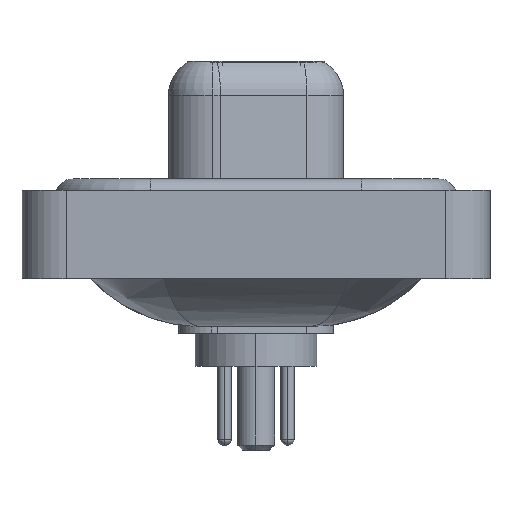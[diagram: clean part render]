
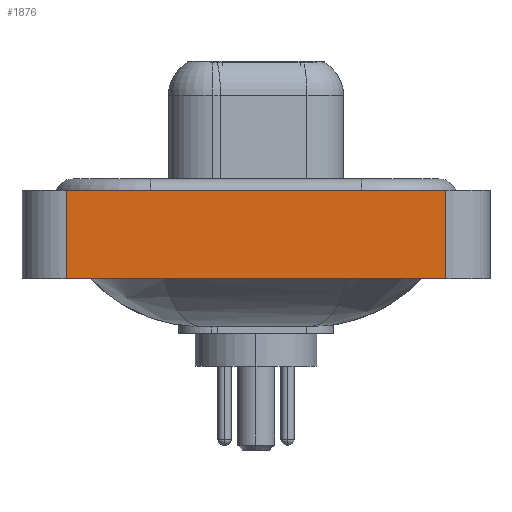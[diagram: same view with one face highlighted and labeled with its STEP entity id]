
A CAD part, left-side view. The second image highlights one B-rep face of the part: STEP entity #1876.
In plain terms, the highlighted planar face has unit normal (-1, 0, 0).
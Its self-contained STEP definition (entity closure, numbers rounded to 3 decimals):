
#170 = EDGE_LOOP ( 'NONE', ( #9520, #18761, #10991, #1275 ) ) ;
#198 = CARTESIAN_POINT ( 'NONE',  ( -7.3, -8.55, 0.4 ) ) ;
#966 = CARTESIAN_POINT ( 'NONE',  ( -7.3, -8.55, 0.4 ) ) ;
#1275 = ORIENTED_EDGE ( 'NONE', *, *, #13157, .T. ) ;
#1876 = ADVANCED_FACE ( 'NONE', ( #7585 ), #20260, .T. ) ;
#2014 = VERTEX_POINT ( 'NONE', #198 ) ;
#2227 = DIRECTION ( 'NONE',  ( 0., -1., 0. ) ) ;
#2574 = EDGE_CURVE ( 'NONE', #12543, #2014, #8579, .T. ) ;
#3252 = LINE ( 'NONE', #15716, #16158 ) ;
#3303 = EDGE_CURVE ( 'NONE', #14410, #2014, #16091, .T. ) ;
#4134 = VECTOR ( 'NONE', #11558, 1000. ) ;
#5313 = CARTESIAN_POINT ( 'NONE',  ( -7.3, 8.55, -3.6 ) ) ;
#5449 = EDGE_CURVE ( 'NONE', #17182, #12543, #3252, .T. ) ;
#6231 = LINE ( 'NONE', #14464, #6858 ) ;
#6858 = VECTOR ( 'NONE', #12807, 1000. ) ;
#7585 = FACE_OUTER_BOUND ( 'NONE', #170, .T. ) ;
#8069 = DIRECTION ( 'NONE',  ( 0., 0., 1. ) ) ;
#8418 = AXIS2_PLACEMENT_3D ( 'NONE', #12787, #17444, #14441 ) ;
#8579 = LINE ( 'NONE', #966, #16762 ) ;
#9520 = ORIENTED_EDGE ( 'NONE', *, *, #3303, .T. ) ;
#10991 = ORIENTED_EDGE ( 'NONE', *, *, #5449, .F. ) ;
#11558 = DIRECTION ( 'NONE',  ( 0., 0., 1. ) ) ;
#12543 = VERTEX_POINT ( 'NONE', #17270 ) ;
#12787 = CARTESIAN_POINT ( 'NONE',  ( -7.3, -8.55, -3.6 ) ) ;
#12807 = DIRECTION ( 'NONE',  ( 0., -1., 0. ) ) ;
#13157 = EDGE_CURVE ( 'NONE', #17182, #14410, #6231, .T. ) ;
#14410 = VERTEX_POINT ( 'NONE', #18618 ) ;
#14441 = DIRECTION ( 'NONE',  ( 0., 0., 1. ) ) ;
#14464 = CARTESIAN_POINT ( 'NONE',  ( -7.3, -8.55, -3.6 ) ) ;
#15716 = CARTESIAN_POINT ( 'NONE',  ( -7.3, 8.55, -3.6 ) ) ;
#16091 = LINE ( 'NONE', #17551, #4134 ) ;
#16158 = VECTOR ( 'NONE', #8069, 1000. ) ;
#16762 = VECTOR ( 'NONE', #2227, 1000. ) ;
#17182 = VERTEX_POINT ( 'NONE', #5313 ) ;
#17270 = CARTESIAN_POINT ( 'NONE',  ( -7.3, 8.55, 0.4 ) ) ;
#17444 = DIRECTION ( 'NONE',  ( -1., 0., 0. ) ) ;
#17551 = CARTESIAN_POINT ( 'NONE',  ( -7.3, -8.55, -3.6 ) ) ;
#18618 = CARTESIAN_POINT ( 'NONE',  ( -7.3, -8.55, -3.6 ) ) ;
#18761 = ORIENTED_EDGE ( 'NONE', *, *, #2574, .F. ) ;
#20260 = PLANE ( 'NONE',  #8418 ) ;
